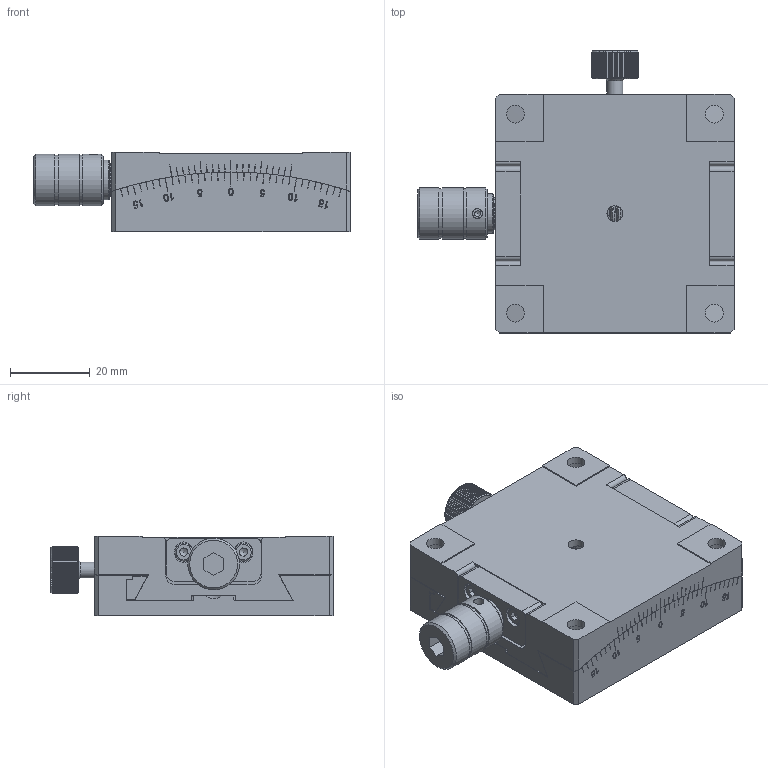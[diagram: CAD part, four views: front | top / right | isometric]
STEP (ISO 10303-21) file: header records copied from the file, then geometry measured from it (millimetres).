
FILE_DESCRIPTION (( 'STEP AP203' ), '1' );
FILE_NAME ('528952.STEP', '2024-11-12T02:32:47', ( 'Windows User' ), ( 'P R C' ), 'SwSTEP 2.0', 'SolidWorks 2020', '' );
FILE_SCHEMA (( 'CONFIG_CONTROL_DESIGN' ));
Length unit declared in the file: millimetre
Products named in the file (1): 528952
Bounding box: 79.55 x 70.89 x 20 mm (x, y, z)
Volume: 69016.5 mm3; surface area: 32387.4 mm2
Topology: 16 solids, 16 shells, 989 faces, 2493 edges, 1575 vertices
Faces by surface type: plane 595, cylinder 172, cone 161, bspline 61
Full cylindrical faces by diameter (mm): 2.05 x4, 2.1 x1, 2.5 x13, 3 x1, 3.3 x5, 4 x9, 4.5 x8, 6.5 x2, 7 x5, 8 x4, 8.2 x3, 10 x2, 12.5 x2, 13 x3
Entity records: 37269 total; most frequent: CARTESIAN_POINT 14753, ORIENTED_EDGE 4682, DIRECTION 4382, EDGE_CURVE 2341, VERTEX_POINT 1533, AXIS2_PLACEMENT_3D 1526, VECTOR 1330, LINE 1330
